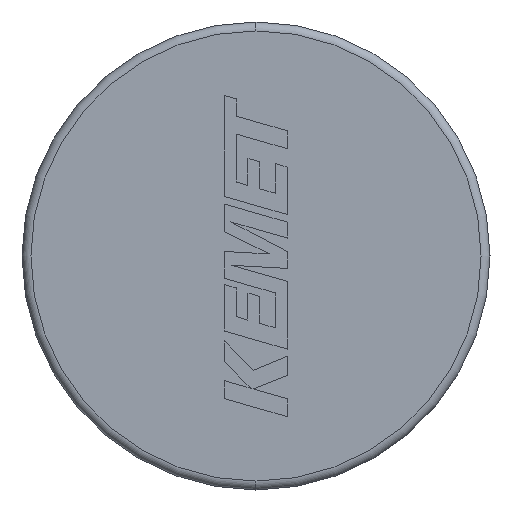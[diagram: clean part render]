
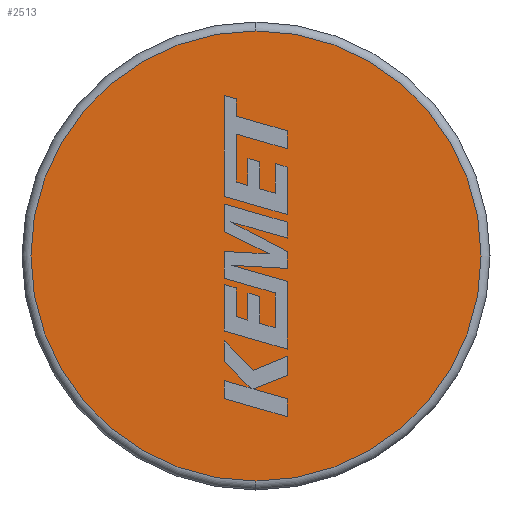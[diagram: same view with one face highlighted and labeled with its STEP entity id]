
A CAD part, left-side view. The second image highlights one B-rep face of the part: STEP entity #2513.
In plain terms, the highlighted planar face has unit normal (-1, 0, 0).
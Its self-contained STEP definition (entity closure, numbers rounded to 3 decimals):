
#100 = DIRECTION ( 'NONE',  ( 0., 0., -1. ) ) ;
#115 = DIRECTION ( 'NONE',  ( -1., 0., 0. ) ) ;
#202 = CARTESIAN_POINT ( 'NONE',  ( 0., 0., 5.05 ) ) ;
#285 = EDGE_LOOP ( 'NONE', ( #2075, #333 ) ) ;
#333 = ORIENTED_EDGE ( 'NONE', *, *, #1515, .T. ) ;
#608 = VERTEX_POINT ( 'NONE', #202 ) ;
#725 = VERTEX_POINT ( 'NONE', #2791 ) ;
#892 = CARTESIAN_POINT ( 'NONE',  ( 0., 0., 0. ) ) ;
#947 = DIRECTION ( 'NONE',  ( -1., 0., 0. ) ) ;
#1227 = CIRCLE ( 'NONE', #2815, 5.05 ) ;
#1375 = CIRCLE ( 'NONE', #1489, 5.05 ) ;
#1489 = AXIS2_PLACEMENT_3D ( 'NONE', #3067, #947, #3334 ) ;
#1515 = EDGE_CURVE ( 'NONE', #608, #725, #1227, .T. ) ;
#1828 = CARTESIAN_POINT ( 'NONE',  ( 0., 0., 0. ) ) ;
#2075 = ORIENTED_EDGE ( 'NONE', *, *, #2668, .T. ) ;
#2265 = PLANE ( 'NONE',  #3217 ) ;
#2513 = ADVANCED_FACE ( 'NONE', ( #3162 ), #2265, .F. ) ;
#2668 = EDGE_CURVE ( 'NONE', #725, #608, #1375, .T. ) ;
#2791 = CARTESIAN_POINT ( 'NONE',  ( 0., 0., -5.05 ) ) ;
#2815 = AXIS2_PLACEMENT_3D ( 'NONE', #892, #115, #100 ) ;
#2874 = DIRECTION ( 'NONE',  ( 1., 0., 0. ) ) ;
#3067 = CARTESIAN_POINT ( 'NONE',  ( 0., 0., 0. ) ) ;
#3144 = DIRECTION ( 'NONE',  ( 0., 0., -1. ) ) ;
#3162 = FACE_OUTER_BOUND ( 'NONE', #285, .T. ) ;
#3217 = AXIS2_PLACEMENT_3D ( 'NONE', #1828, #2874, #3144 ) ;
#3334 = DIRECTION ( 'NONE',  ( 0., 0., -1. ) ) ;
